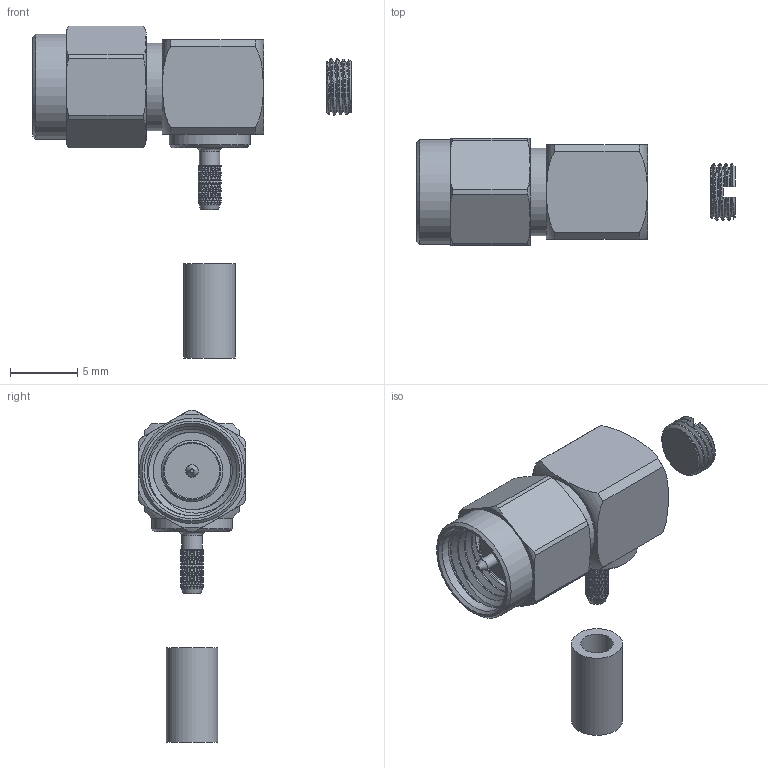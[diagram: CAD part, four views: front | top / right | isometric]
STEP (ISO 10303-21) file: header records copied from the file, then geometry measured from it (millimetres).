
FILE_DESCRIPTION(/* description */ ('Unknown'),/* implementation_level */ '2;1');
FILE_NAME(/* name */ '60336021210420',/* time_stamp */ '2019-06-18T15:53:58+02:00',/* author */ ('Unknown'),/* organization */ ('Unknown'),/* preprocessor_version */ 'ST-DEVELOPER v16.7',/* originating_system */ 'DEX',/* authorisation */ $);
FILE_SCHEMA (('AUTOMOTIVE_DESIGN {1 0 10303 214 3 1 1}'));
Products named in the file (1): 60336021210420
Bounding box: 23.61 x 8 x 24.62 mm (x, y, z)
Volume: 728.9 mm3; surface area: 1319.6 mm2
Topology: 4 solids, 4 shells, 1138 faces, 2396 edges, 1282 vertices
Faces by surface type: bspline 813, cylinder 238, plane 60, cone 17, torus 10
Full cylindrical faces by diameter (mm): 0.92 x1, 1 x1, 1.25 x1, 1.5 x1, 1.6 x1, 1.8 x1, 2.4 x1, 3.6 x1, 3.8 x1, 4.5 x2, 4.56 x1, 4.75 x1, 6 x2, 6.5 x2, 6.66 x6, 7 x1, 7.8 x1
Entity records: 55834 total; most frequent: CARTESIAN_POINT 33307, ORIENTED_EDGE 4654, EDGE_CURVE 2327, VERTEX_POINT 1254, EDGE_LOOP 1189, FACE_BOUND 1189, ADVANCED_FACE 1132, STYLED_ITEM 1102
